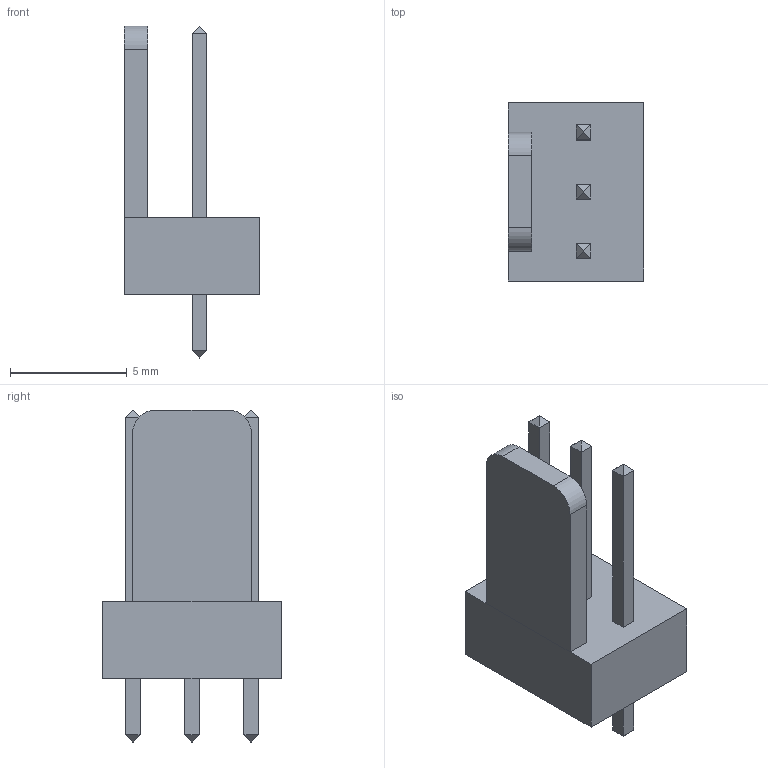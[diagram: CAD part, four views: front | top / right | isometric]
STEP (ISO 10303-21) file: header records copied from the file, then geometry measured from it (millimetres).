
FILE_DESCRIPTION(('FreeCAD Model'),'2;1');
FILE_NAME('Molex_KK256_Pin_Header_Straight_1x03.step' ,'2019-08-19T01:47:51',('Author'),(''), 'Open CASCADE STEP processor 6.8','FreeCAD','Unknown');
FILE_SCHEMA(('AUTOMOTIVE_DESIGN_CC2 { 1 2 10303 214 -1 1 5 4 }'));
Length unit declared in the file: millimetre
Products named in the file (1): Molex_KK256_Pin_Header_Straight_1x03
Bounding box: 5.8 x 7.62 x 14.2 mm (x, y, z)
Volume: 200 mm3; surface area: 355.1 mm2
Topology: 1 solids, 1 shells, 67 faces, 151 edges, 92 vertices
Faces by surface type: plane 65, cylinder 2
Entity records: 2283 total; most frequent: CARTESIAN_POINT 311, ORIENTED_EDGE 302, DIRECTION 291, EDGE_CURVE 151, LINE 147, VECTOR 147, VERTEX_POINT 92, FACE_BOUND 73
